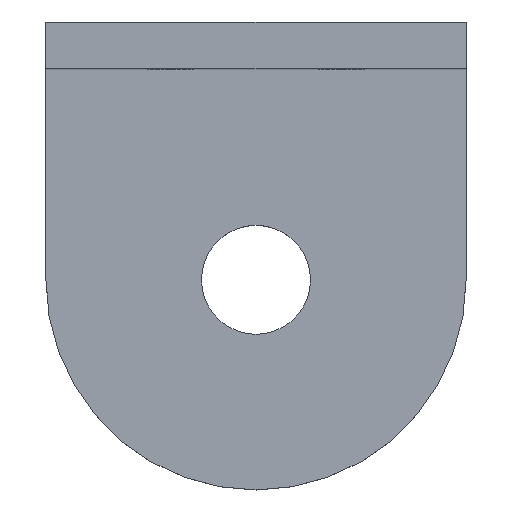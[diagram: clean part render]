
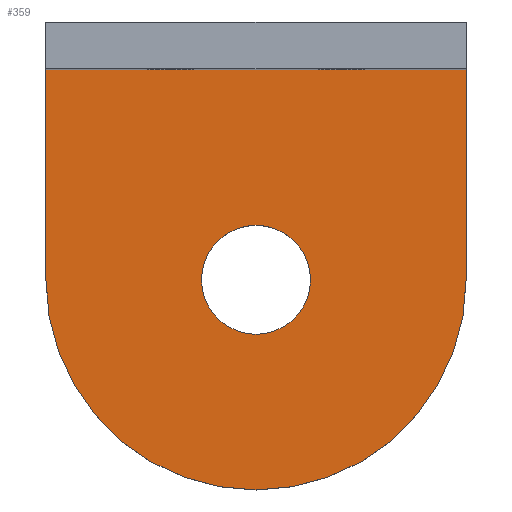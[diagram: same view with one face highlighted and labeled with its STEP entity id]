
A CAD part, top view. The second image highlights one B-rep face of the part: STEP entity #359.
In plain terms, the highlighted planar face has unit normal (0, 0, 1).
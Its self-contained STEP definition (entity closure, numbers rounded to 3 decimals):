
#112=VERTEX_POINT('',#113);
#113=CARTESIAN_POINT('',(2619.767,1592.826,3.0));
#119=EDGE_CURVE('',#112,#120,#122,.T.);
#120=VERTEX_POINT('',#121);
#121=CARTESIAN_POINT('',(2592.767,1592.826,3.0));
#122=CIRCLE('',#123,13.5);
#123=AXIS2_PLACEMENT_3D('',#124,#125,#126);
#124=CARTESIAN_POINT('',(2606.267,1592.826,3.0));
#125=DIRECTION('',(0.,0.,-1.0));
#126=DIRECTION('',(0.0,1.0,0.));
#145=VERTEX_POINT('',#146);
#146=CARTESIAN_POINT('',(2619.767,1606.326,3.0));
#152=EDGE_CURVE('',#145,#112,#153,.F.);
#153=LINE('',#154,#155);
#154=CARTESIAN_POINT('',(2619.767,1606.326,3.0));
#155=VECTOR('',#156,1.0);
#156=DIRECTION('',(0.,1.0,0.));
#235=EDGE_CURVE('',#120,#236,#238,.T.);
#236=VERTEX_POINT('',#237);
#237=CARTESIAN_POINT('',(2592.767,1606.326,3.0));
#238=LINE('',#239,#240);
#239=CARTESIAN_POINT('',(2592.767,1592.826,3.0));
#240=VECTOR('',#241,1.0);
#241=DIRECTION('',(0.0,1.0,0.));
#262=VERTEX_POINT('',#263);
#263=CARTESIAN_POINT('',(2606.267,1596.326,3.0));
#271=EDGE_CURVE('',#262,#262,#272,.F.);
#272=CIRCLE('',#273,3.5);
#273=AXIS2_PLACEMENT_3D('',#274,#275,#276);
#274=CARTESIAN_POINT('',(2606.267,1592.826,3.0));
#275=DIRECTION('',(0.,0.,-1.0));
#276=DIRECTION('',(0.0,1.0,0.));
#346=EDGE_CURVE('',#236,#145,#347,.T.);
#347=LINE('',#348,#349);
#348=CARTESIAN_POINT('',(2579.767,1606.326,3.0));
#349=VECTOR('',#350,1.0);
#350=DIRECTION('',(1.0,0.,0.0));
#359=ADVANCED_FACE('',(#360,#363),#369,.F.);
#360=FACE_BOUND('',#361,.T.);
#361=EDGE_LOOP('',(#362));
#362=ORIENTED_EDGE('',*,*,#271,.F.);
#363=FACE_BOUND('',#364,.T.);
#364=EDGE_LOOP('',(#365,#366,#367,#368));
#365=ORIENTED_EDGE('',*,*,#152,.F.);
#366=ORIENTED_EDGE('',*,*,#346,.F.);
#367=ORIENTED_EDGE('',*,*,#235,.F.);
#368=ORIENTED_EDGE('',*,*,#119,.F.);
#369=PLANE('',#370);
#370=AXIS2_PLACEMENT_3D('',#371,#372,#373);
#371=CARTESIAN_POINT('',(2579.767,1606.326,3.0));
#372=DIRECTION('',(0.,0.,-1.0));
#373=DIRECTION('',(0.0,1.0,0.));
